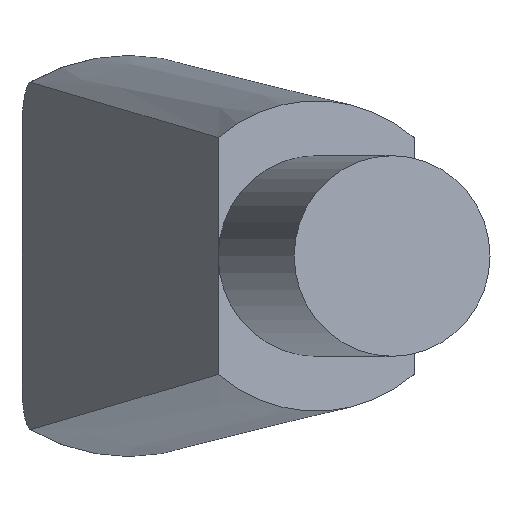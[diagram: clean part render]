
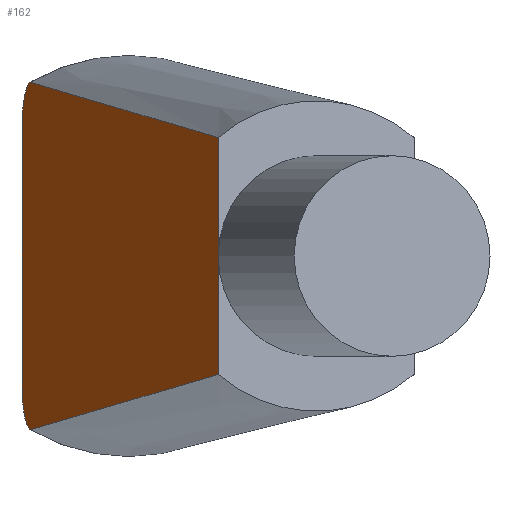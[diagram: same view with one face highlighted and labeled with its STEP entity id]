
A CAD part, front view. The second image highlights one B-rep face of the part: STEP entity #162.
In plain terms, the highlighted planar face has unit normal (-0.976, -0.216, 0).
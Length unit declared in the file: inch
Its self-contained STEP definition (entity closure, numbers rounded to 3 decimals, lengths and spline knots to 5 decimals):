
#29=FACE_OUTER_BOUND($,#40,.T.);
#40=EDGE_LOOP($,(#116,#117,#118,#119,#120,#121,#122));
#53=(
BOUNDED_CURVE()
B_SPLINE_CURVE(2,(#295,#296,#297),.UNSPECIFIED.,.F.,.F.)
B_SPLINE_CURVE_WITH_KNOTS((3,3),(0.04372,1.14392),
 .UNSPECIFIED.)
CURVE()
GEOMETRIC_REPRESENTATION_ITEM()
RATIONAL_B_SPLINE_CURVE((1.001,1.013,1.001))
REPRESENTATION_ITEM($)
);
#54=(
BOUNDED_CURVE()
B_SPLINE_CURVE(2,(#303,#304,#305),.UNSPECIFIED.,.F.,.F.)
B_SPLINE_CURVE_WITH_KNOTS((3,3),(0.042,1.14219),
 .UNSPECIFIED.)
CURVE()
GEOMETRIC_REPRESENTATION_ITEM()
RATIONAL_B_SPLINE_CURVE((1.001,1.013,1.001))
REPRESENTATION_ITEM($)
);
#58=LINE($,#299,#64);
#59=LINE($,#301,#65);
#60=LINE($,#317,#66);
#64=VECTOR($,#204,0.05903);
#65=VECTOR($,#205,0.05903);
#66=VECTOR($,#206,0.1249);
#69=B_SPLINE_CURVE_WITH_KNOTS($,3,(#284,#285,#286,#287,#288,#289,#290,#291,
#292,#293),.UNSPECIFIED.,.F.,.F.,(4,2,2,2,4),(0.,0.01778,0.03693,
0.05841,0.08352),.UNSPECIFIED.);
#70=B_SPLINE_CURVE_WITH_KNOTS($,3,(#307,#308,#309,#310,#311,#312,#313,#314,
#315,#316),.UNSPECIFIED.,.F.,.F.,(4,2,2,2,4),(-0.08352,-0.05841,
-0.03693,-0.01778,0.),.UNSPECIFIED.);
#78=VERTEX_POINT($,#282);
#79=VERTEX_POINT($,#283);
#80=VERTEX_POINT($,#294);
#81=VERTEX_POINT($,#298);
#82=VERTEX_POINT($,#300);
#83=VERTEX_POINT($,#302);
#84=VERTEX_POINT($,#306);
#93=EDGE_CURVE($,#78,#79,#69,.T.);
#94=EDGE_CURVE($,#80,#78,#53,.T.);
#95=EDGE_CURVE($,#81,#80,#58,.T.);
#96=EDGE_CURVE($,#82,#81,#59,.T.);
#97=EDGE_CURVE($,#83,#82,#54,.T.);
#98=EDGE_CURVE($,#84,#83,#70,.T.);
#99=EDGE_CURVE($,#79,#84,#60,.T.);
#116=ORIENTED_EDGE($,*,*,#93,.F.);
#117=ORIENTED_EDGE($,*,*,#94,.F.);
#118=ORIENTED_EDGE($,*,*,#95,.F.);
#119=ORIENTED_EDGE($,*,*,#96,.F.);
#120=ORIENTED_EDGE($,*,*,#97,.F.);
#121=ORIENTED_EDGE($,*,*,#98,.F.);
#122=ORIENTED_EDGE($,*,*,#99,.F.);
#156=PLANE($,#176);
#162=ADVANCED_FACE($,(#29),#156,.T.);
#176=AXIS2_PLACEMENT_3D($,#281,#202,#203);
#202=DIRECTION('center_axis',(-0.976,-0.216,0.));
#203=DIRECTION('ref_axis',(0.,0.,1.));
#204=DIRECTION($,(0.,0.,-1.));
#205=DIRECTION($,(0.,0.,-1.));
#206=DIRECTION($,(0.,0.,1.));
#281=CARTESIAN_POINT('Origin',(-0.02988,-0.18375,0.));
#282=CARTESIAN_POINT('',(-0.16125,0.40883,-0.0866));
#283=CARTESIAN_POINT('',(-0.16558,0.42836,-0.06245));
#284=CARTESIAN_POINT('Ctrl Pts',(-0.16125,0.40883,-0.0866));
#285=CARTESIAN_POINT('Ctrl Pts',(-0.16175,0.41111,-0.0866));
#286=CARTESIAN_POINT('Ctrl Pts',(-0.16234,0.41378,-0.086));
#287=CARTESIAN_POINT('Ctrl Pts',(-0.1633,0.4181,-0.08402));
#288=CARTESIAN_POINT('Ctrl Pts',(-0.16383,0.42046,-0.08223));
#289=CARTESIAN_POINT('Ctrl Pts',(-0.16461,0.42397,-0.07829));
#290=CARTESIAN_POINT('Ctrl Pts',(-0.16498,0.42565,-0.07537));
#291=CARTESIAN_POINT('Ctrl Pts',(-0.16544,0.42774,-0.06965));
#292=CARTESIAN_POINT('Ctrl Pts',(-0.16558,0.42836,-0.06575));
#293=CARTESIAN_POINT('Ctrl Pts',(-0.16558,0.42836,-0.06245));
#294=CARTESIAN_POINT('',(-0.06775,-0.0129,-0.05903));
#295=CARTESIAN_POINT('Ctrl Pts',(-0.06775,-0.0129,
-0.05903));
#296=CARTESIAN_POINT('Ctrl Pts',(-0.10565,0.15805,-0.07106));
#297=CARTESIAN_POINT('Ctrl Pts',(-0.16125,0.40883,-0.0866));
#298=CARTESIAN_POINT('',(-0.06775,-0.0129,0.));
#299=CARTESIAN_POINT($,(-0.06775,-0.0129,0.));
#300=CARTESIAN_POINT('',(-0.06775,-0.0129,0.05903));
#301=CARTESIAN_POINT($,(-0.06775,-0.0129,0.));
#302=CARTESIAN_POINT('',(-0.16125,0.40883,0.0866));
#303=CARTESIAN_POINT('Ctrl Pts',(-0.16125,0.40883,0.0866));
#304=CARTESIAN_POINT('Ctrl Pts',(-0.10565,0.15805,0.07106));
#305=CARTESIAN_POINT('Ctrl Pts',(-0.06775,-0.0129,
0.05903));
#306=CARTESIAN_POINT('',(-0.16558,0.42836,0.06245));
#307=CARTESIAN_POINT('Ctrl Pts',(-0.16558,0.42836,0.06245));
#308=CARTESIAN_POINT('Ctrl Pts',(-0.16558,0.42836,0.06575));
#309=CARTESIAN_POINT('Ctrl Pts',(-0.16544,0.42774,0.06965));
#310=CARTESIAN_POINT('Ctrl Pts',(-0.16498,0.42565,0.07537));
#311=CARTESIAN_POINT('Ctrl Pts',(-0.16461,0.42397,0.07829));
#312=CARTESIAN_POINT('Ctrl Pts',(-0.16383,0.42046,0.08223));
#313=CARTESIAN_POINT('Ctrl Pts',(-0.1633,0.4181,0.08402));
#314=CARTESIAN_POINT('Ctrl Pts',(-0.16234,0.41378,0.086));
#315=CARTESIAN_POINT('Ctrl Pts',(-0.16175,0.41111,0.0866));
#316=CARTESIAN_POINT('Ctrl Pts',(-0.16125,0.40883,0.0866));
#317=CARTESIAN_POINT($,(-0.16558,0.42836,0.));
